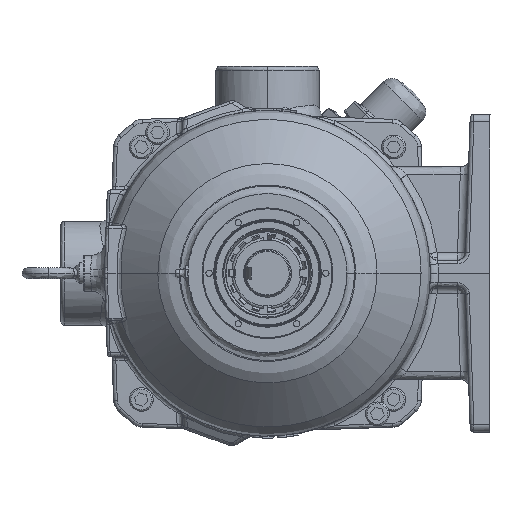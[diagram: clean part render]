
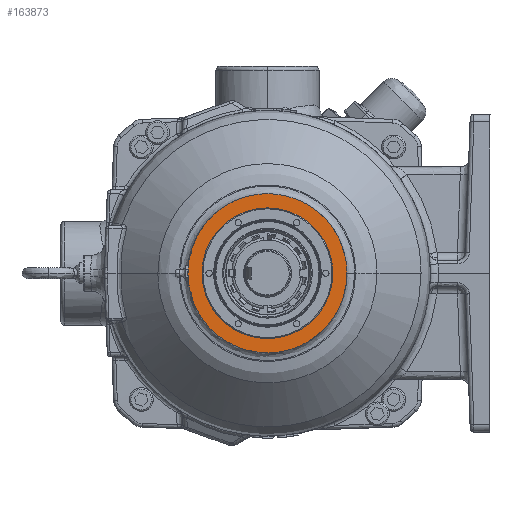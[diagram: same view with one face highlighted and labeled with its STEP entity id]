
A CAD part, left-side view. The second image highlights one B-rep face of the part: STEP entity #163873.
In plain terms, the highlighted planar face has unit normal (-1, 0, 0).
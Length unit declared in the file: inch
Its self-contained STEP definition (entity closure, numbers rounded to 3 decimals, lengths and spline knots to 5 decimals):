
#2280 = PLANE ( 'NONE',  #206348 ) ;
#2309 = DIRECTION ( 'NONE',  ( -1., 0., 0. ) ) ;
#2405 = CARTESIAN_POINT ( 'NONE',  ( -10.09, 2.5, 0. ) ) ;
#3012 = CARTESIAN_POINT ( 'NONE',  ( -10.09, -2.5, -0.16213 ) ) ;
#3762 = CARTESIAN_POINT ( 'NONE',  ( -10.09, -1.13045, -2.2387 ) ) ;
#4513 = CARTESIAN_POINT ( 'NONE',  ( -10.09, 1.95779, -1.56739 ) ) ;
#5458 = CARTESIAN_POINT ( 'NONE',  ( -10.09, 2.2945, 1.0124 ) ) ;
#6220 = CARTESIAN_POINT ( 'NONE',  ( -10.09, -0.67716, 2.42022 ) ) ;
#6970 = CARTESIAN_POINT ( 'NONE',  ( -10.09, -2.5, 0. ) ) ;
#11005 = VERTEX_POINT ( 'NONE', #29197 ) ;
#11889 = EDGE_CURVE ( 'NONE', #11005, #50883, #107484, .T. ) ;
#12153 = CARTESIAN_POINT ( 'NONE',  ( -10.09, 0., 0. ) ) ;
#16100 = CIRCLE ( 'NONE', #226695, 2.0575 ) ;
#21544 = CARTESIAN_POINT ( 'NONE',  ( -10.09, -0.67716, -2.42022 ) ) ;
#22323 = CARTESIAN_POINT ( 'NONE',  ( -10.09, 2.2945, -1.0124 ) ) ;
#23230 = CARTESIAN_POINT ( 'NONE',  ( -10.09, 1.95779, 1.56739 ) ) ;
#24000 = CARTESIAN_POINT ( 'NONE',  ( -10.09, -1.13045, 2.2387 ) ) ;
#29197 = CARTESIAN_POINT ( 'NONE',  ( -10.09, -2.5, 0. ) ) ;
#30002 = DIRECTION ( 'NONE',  ( 0., 0., -1. ) ) ;
#38546 = CARTESIAN_POINT ( 'NONE',  ( -10.09, -2.48686, -0.32426 ) ) ;
#39300 = CARTESIAN_POINT ( 'NONE',  ( -10.09, -0.19548, -2.50029 ) ) ;
#40072 = CARTESIAN_POINT ( 'NONE',  ( -10.09, 2.43671, -0.60001 ) ) ;
#41006 = CARTESIAN_POINT ( 'NONE',  ( -10.09, 1.62077, 1.92071 ) ) ;
#41793 = CARTESIAN_POINT ( 'NONE',  ( -10.09, -1.66717, 1.87356 ) ) ;
#48315 = VERTEX_POINT ( 'NONE', #187742 ) ;
#50883 = VERTEX_POINT ( 'NONE', #2405 ) ;
#55389 = CARTESIAN_POINT ( 'NONE',  ( -10.09, 0., 2.0575 ) ) ;
#56299 = CARTESIAN_POINT ( 'NONE',  ( -10.09, -2.38214, -0.80086 ) ) ;
#57049 = CARTESIAN_POINT ( 'NONE',  ( -10.09, 0.45279, -2.46671 ) ) ;
#57841 = CARTESIAN_POINT ( 'NONE',  ( -10.09, 2.49391, -0.22074 ) ) ;
#58756 = CARTESIAN_POINT ( 'NONE',  ( -10.09, 1.2158, 2.19352 ) ) ;
#59503 = CARTESIAN_POINT ( 'NONE',  ( -10.09, -2.00247, 1.5186 ) ) ;
#64292 = FACE_OUTER_BOUND ( 'NONE', #164256, .T. ) ;
#66840 = ORIENTED_EDGE ( 'NONE', *, *, #186823, .F. ) ;
#74008 = CARTESIAN_POINT ( 'NONE',  ( -10.09, -2.17761, -1.24407 ) ) ;
#74415 = VERTEX_POINT ( 'NONE', #55389 ) ;
#74784 = CARTESIAN_POINT ( 'NONE',  ( -10.09, 0.92362, -2.3373 ) ) ;
#75540 = CARTESIAN_POINT ( 'NONE',  ( -10.09, 2.5, 0. ) ) ;
#76457 = CARTESIAN_POINT ( 'NONE',  ( -10.09, 0.61208, 2.43209 ) ) ;
#77249 = CARTESIAN_POINT ( 'NONE',  ( -10.09, -2.25382, 1.09998 ) ) ;
#91053 = CARTESIAN_POINT ( 'NONE',  ( -10.09, 0., 0. ) ) ;
#91772 = CARTESIAN_POINT ( 'NONE',  ( -10.09, -1.78536, -1.7613 ) ) ;
#92510 = CARTESIAN_POINT ( 'NONE',  ( -10.09, 1.35572, -2.1099 ) ) ;
#93456 = CARTESIAN_POINT ( 'NONE',  ( -10.09, 2.48173, 0.33067 ) ) ;
#94215 = CARTESIAN_POINT ( 'NONE',  ( -10.09, 0.13002, 2.5098 ) ) ;
#94966 = CARTESIAN_POINT ( 'NONE',  ( -10.09, -2.46057, 0.48497 ) ) ;
#107484 = B_SPLINE_CURVE_WITH_KNOTS ( 'NONE', 5,
 ( #158924, #3012, #38546, #161901, #56299, #179555, #74008, #197317, #91772, #215135, #109438, #3762, #127169, #21544, #144902, #39300, #162687, #57049, #180314, #74784, #198081, #92510, #215875, #110205, #4513, #127907, #22323, #145673, #40072, #163438, #57841, #181073, #75540 ),
 .UNSPECIFIED., .F., .F.,
 ( 6, 3, 3, 3, 3, 3, 3, 3, 3, 3, 6 ),
 ( 0., 0.02049, 0.04099, 0.0615, 0.08201, 0.10251, 0.12302, 0.14353, 0.16404, 0.18454, 0.19849 ),
 .UNSPECIFIED. ) ;
#108016 = CARTESIAN_POINT ( 'NONE',  ( -10.09, 0., 0. ) ) ;
#108113 = CARTESIAN_POINT ( 'NONE',  ( -10.09, 2.5, 0. ) ) ;
#108646 = EDGE_LOOP ( 'NONE', ( #187877, #208504 ) ) ;
#108723 = DIRECTION ( 'NONE',  ( 0., 0., -1. ) ) ;
#109410 = EDGE_CURVE ( 'NONE', #48315, #74415, #130203, .T. ) ;
#109438 = CARTESIAN_POINT ( 'NONE',  ( -10.09, -1.41362, -2.0779 ) ) ;
#110205 = CARTESIAN_POINT ( 'NONE',  ( -10.09, 1.85184, -1.69126 ) ) ;
#111123 = CARTESIAN_POINT ( 'NONE',  ( -10.09, 2.35542, 0.8612 ) ) ;
#111126 = FACE_BOUND ( 'NONE', #108646, .T. ) ;
#111892 = CARTESIAN_POINT ( 'NONE',  ( -10.09, -0.35749, 2.48231 ) ) ;
#112659 = CARTESIAN_POINT ( 'NONE',  ( -10.09, -2.5, 0.16213 ) ) ;
#121359 = AXIS2_PLACEMENT_3D ( 'NONE', #12153, #135531, #30002 ) ;
#125679 = DIRECTION ( 'NONE',  ( 0., 0., -1. ) ) ;
#127169 = CARTESIAN_POINT ( 'NONE',  ( -10.09, -0.98263, -2.3074 ) ) ;
#127907 = CARTESIAN_POINT ( 'NONE',  ( -10.09, 2.14866, -1.30355 ) ) ;
#128820 = CARTESIAN_POINT ( 'NONE',  ( -10.09, 2.14866, 1.30355 ) ) ;
#129607 = CARTESIAN_POINT ( 'NONE',  ( -10.09, -0.98263, 2.3074 ) ) ;
#130203 = CIRCLE ( 'NONE', #121359, 2.0575 ) ;
#135531 = DIRECTION ( 'NONE',  ( -1., 0., 0. ) ) ;
#144902 = CARTESIAN_POINT ( 'NONE',  ( -10.09, -0.35749, -2.48231 ) ) ;
#145673 = CARTESIAN_POINT ( 'NONE',  ( -10.09, 2.35542, -0.8612 ) ) ;
#146601 = CARTESIAN_POINT ( 'NONE',  ( -10.09, 1.85184, 1.69126 ) ) ;
#147354 = CARTESIAN_POINT ( 'NONE',  ( -10.09, -1.41362, 2.0779 ) ) ;
#150076 = EDGE_CURVE ( 'NONE', #74415, #48315, #16100, .T. ) ;
#158924 = CARTESIAN_POINT ( 'NONE',  ( -10.09, -2.5, 0. ) ) ;
#161901 = CARTESIAN_POINT ( 'NONE',  ( -10.09, -2.46057, -0.48497 ) ) ;
#162687 = CARTESIAN_POINT ( 'NONE',  ( -10.09, 0.13002, -2.5098 ) ) ;
#163438 = CARTESIAN_POINT ( 'NONE',  ( -10.09, 2.48173, -0.33067 ) ) ;
#163597 = CARTESIAN_POINT ( 'NONE',  ( -10.09, 2.5, 0.11037 ) ) ;
#163873 = ADVANCED_FACE ( 'NONE', ( #64292, #111126 ), #2280, .F. ) ;
#164256 = EDGE_LOOP ( 'NONE', ( #66840, #195076 ) ) ;
#164365 = CARTESIAN_POINT ( 'NONE',  ( -10.09, 1.35572, 2.1099 ) ) ;
#165124 = CARTESIAN_POINT ( 'NONE',  ( -10.09, -1.78536, 1.7613 ) ) ;
#179555 = CARTESIAN_POINT ( 'NONE',  ( -10.09, -2.25382, -1.09998 ) ) ;
#180314 = CARTESIAN_POINT ( 'NONE',  ( -10.09, 0.61208, -2.43209 ) ) ;
#181073 = CARTESIAN_POINT ( 'NONE',  ( -10.09, 2.5, -0.11037 ) ) ;
#182016 = CARTESIAN_POINT ( 'NONE',  ( -10.09, 0.92362, 2.3373 ) ) ;
#182781 = CARTESIAN_POINT ( 'NONE',  ( -10.09, -2.17761, 1.24407 ) ) ;
#186823 = EDGE_CURVE ( 'NONE', #50883, #11005, #205339, .T. ) ;
#187742 = CARTESIAN_POINT ( 'NONE',  ( -10.09, 0., -2.0575 ) ) ;
#187877 = ORIENTED_EDGE ( 'NONE', *, *, #109410, .F. ) ;
#195076 = ORIENTED_EDGE ( 'NONE', *, *, #11889, .F. ) ;
#197317 = CARTESIAN_POINT ( 'NONE',  ( -10.09, -2.00247, -1.5186 ) ) ;
#198081 = CARTESIAN_POINT ( 'NONE',  ( -10.09, 1.2158, -2.19352 ) ) ;
#199019 = CARTESIAN_POINT ( 'NONE',  ( -10.09, 2.49391, 0.22074 ) ) ;
#199782 = CARTESIAN_POINT ( 'NONE',  ( -10.09, 0.45279, 2.46671 ) ) ;
#200530 = CARTESIAN_POINT ( 'NONE',  ( -10.09, -2.38214, 0.80086 ) ) ;
#205339 = B_SPLINE_CURVE_WITH_KNOTS ( 'NONE', 5,
 ( #108113, #163597, #199019, #93456, #216779, #111123, #5458, #128820, #23230, #146601, #41006, #164365, #58756, #182016, #76457, #199782, #94215, #217548, #111892, #6220, #129607, #24000, #147354, #41793, #165124, #59503, #182781, #77249, #200530, #94966, #218312, #112659, #6970 ),
 .UNSPECIFIED., .F., .F.,
 ( 6, 3, 3, 3, 3, 3, 3, 3, 3, 3, 6 ),
 ( 0., 0.01395, 0.03445, 0.05496, 0.07547, 0.09597, 0.11648, 0.13699, 0.1575, 0.178, 0.19849 ),
 .UNSPECIFIED. ) ;
#206348 = AXIS2_PLACEMENT_3D ( 'NONE', #91053, #214394, #108723 ) ;
#208504 = ORIENTED_EDGE ( 'NONE', *, *, #150076, .F. ) ;
#214394 = DIRECTION ( 'NONE',  ( 1., 0., 0. ) ) ;
#215135 = CARTESIAN_POINT ( 'NONE',  ( -10.09, -1.66717, -1.87356 ) ) ;
#215875 = CARTESIAN_POINT ( 'NONE',  ( -10.09, 1.62077, -1.92071 ) ) ;
#216779 = CARTESIAN_POINT ( 'NONE',  ( -10.09, 2.43671, 0.60001 ) ) ;
#217548 = CARTESIAN_POINT ( 'NONE',  ( -10.09, -0.19548, 2.50029 ) ) ;
#218312 = CARTESIAN_POINT ( 'NONE',  ( -10.09, -2.48686, 0.32426 ) ) ;
#226695 = AXIS2_PLACEMENT_3D ( 'NONE', #108016, #2309, #125679 ) ;
